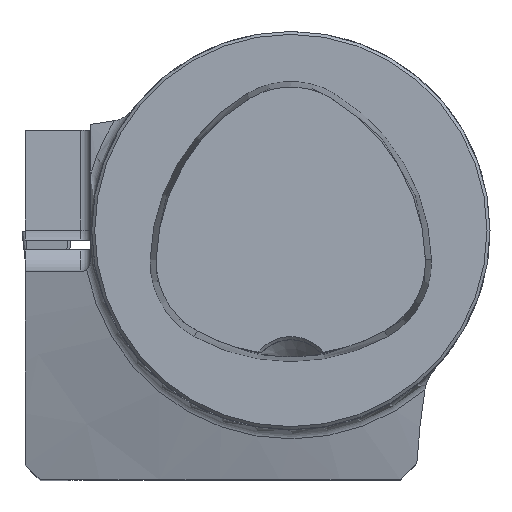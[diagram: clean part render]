
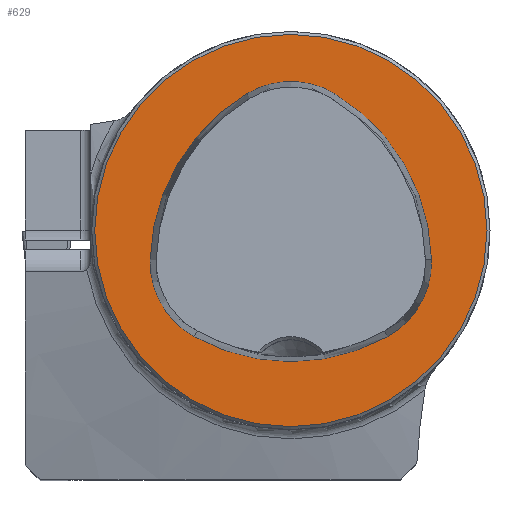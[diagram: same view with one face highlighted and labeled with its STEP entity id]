
A CAD part, top view. The second image highlights one B-rep face of the part: STEP entity #629.
In plain terms, the highlighted planar face has unit normal (0, 0, 1).
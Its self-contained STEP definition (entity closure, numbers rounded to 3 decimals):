
#113=FACE_BOUND('',#864,.T.);
#114=FACE_BOUND('',#865,.T.);
#174=PLANE('',#2266);
#629=ADVANCED_FACE('CU_FL_N1_SU_1',(#113,#114),#174,.T.);
#864=EDGE_LOOP('',(#1203,#1204,#1205,#1206,#1207,#1208));
#865=EDGE_LOOP('',(#1209));
#967=CIRCLE('',#2257,20.063);
#969=CIRCLE('',#2260,20.063);
#970=CIRCLE('',#2261,8.563);
#971=CIRCLE('',#2262,20.063);
#972=CIRCLE('',#2263,8.563);
#973=CIRCLE('',#2264,8.563);
#974=CIRCLE('',#2265,19.7);
#1203=ORIENTED_EDGE('',*,*,#1953,.F.);
#1204=ORIENTED_EDGE('',*,*,#1954,.F.);
#1205=ORIENTED_EDGE('',*,*,#1955,.F.);
#1206=ORIENTED_EDGE('',*,*,#1956,.F.);
#1207=ORIENTED_EDGE('',*,*,#1950,.F.);
#1208=ORIENTED_EDGE('',*,*,#1957,.F.);
#1209=ORIENTED_EDGE('',*,*,#1958,.T.);
#1722=VERTEX_POINT('',#3597);
#1723=VERTEX_POINT('',#3599);
#1725=VERTEX_POINT('',#3605);
#1726=VERTEX_POINT('',#3606);
#1727=VERTEX_POINT('',#3608);
#1728=VERTEX_POINT('',#3610);
#1729=VERTEX_POINT('',#3614);
#1950=EDGE_CURVE('',#1722,#1723,#967,.T.);
#1953=EDGE_CURVE('',#1725,#1726,#969,.T.);
#1954=EDGE_CURVE('',#1727,#1725,#970,.T.);
#1955=EDGE_CURVE('',#1728,#1727,#971,.T.);
#1956=EDGE_CURVE('',#1723,#1728,#972,.T.);
#1957=EDGE_CURVE('',#1726,#1722,#973,.T.);
#1958=EDGE_CURVE('',#1729,#1729,#974,.T.);
#2257=AXIS2_PLACEMENT_3D('',#3598,#2584,#2585);
#2260=AXIS2_PLACEMENT_3D('',#3604,#2591,#2592);
#2261=AXIS2_PLACEMENT_3D('',#3607,#2593,#2594);
#2262=AXIS2_PLACEMENT_3D('',#3609,#2595,#2596);
#2263=AXIS2_PLACEMENT_3D('',#3611,#2597,#2598);
#2264=AXIS2_PLACEMENT_3D('',#3612,#2599,#2600);
#2265=AXIS2_PLACEMENT_3D('',#3613,#2601,#2602);
#2266=AXIS2_PLACEMENT_3D('',#3615,#2603,#2604);
#2584=DIRECTION('',(0.,0.,1.));
#2585=DIRECTION('',(1.,0.,0.));
#2591=DIRECTION('',(0.,0.,1.));
#2592=DIRECTION('',(1.,0.,0.));
#2593=DIRECTION('',(0.,0.,1.));
#2594=DIRECTION('',(1.,0.,0.));
#2595=DIRECTION('',(0.,0.,1.));
#2596=DIRECTION('',(1.,0.,0.));
#2597=DIRECTION('',(0.,0.,1.));
#2598=DIRECTION('',(1.,0.,0.));
#2599=DIRECTION('',(0.,0.,1.));
#2600=DIRECTION('',(1.,0.,0.));
#2601=DIRECTION('',(0.,0.,1.));
#2602=DIRECTION('',(1.,0.,0.));
#2603=DIRECTION('',(0.,0.,1.));
#2604=DIRECTION('',(1.,0.,0.));
#3597=CARTESIAN_POINT('',(-9.704,-10.66,0.));
#3598=CARTESIAN_POINT('',(0.,6.9,0.));
#3599=CARTESIAN_POINT('',(9.704,-10.66,0.));
#3604=CARTESIAN_POINT('',(5.934,-3.451,0.));
#3605=CARTESIAN_POINT('',(-4.418,13.735,0.));
#3606=CARTESIAN_POINT('',(-14.123,-2.953,0.));
#3607=CARTESIAN_POINT('',(0.,6.4,0.));
#3608=CARTESIAN_POINT('',(4.418,13.735,0.));
#3609=CARTESIAN_POINT('',(-5.934,-3.451,0.));
#3610=CARTESIAN_POINT('',(14.123,-2.953,0.));
#3611=CARTESIAN_POINT('',(5.562,-3.165,0.));
#3612=CARTESIAN_POINT('',(-5.562,-3.165,0.));
#3613=CARTESIAN_POINT('',(0.,0.,0.));
#3614=CARTESIAN_POINT('',(19.7,0.,0.));
#3615=CARTESIAN_POINT('',(0.,0.,0.));
